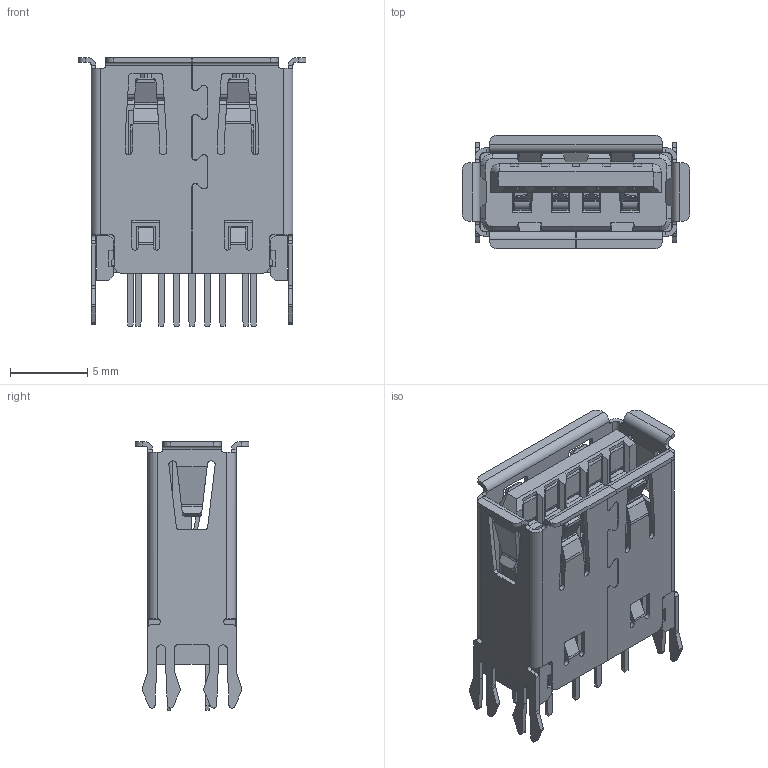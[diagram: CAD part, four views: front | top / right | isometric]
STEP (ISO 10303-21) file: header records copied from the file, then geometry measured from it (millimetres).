
FILE_DESCRIPTION((''),'2;1');
FILE_NAME('GSB3121X71CHR','2019-09-18T',('KumarP'),('AFCI'),'CREO PARAMETRIC BY PTC INC, 2016130','CREO PARAMETRIC BY PTC INC, 2016130','');
FILE_SCHEMA(('CONFIG_CONTROL_DESIGN'));
Length unit declared in the file: millimetre
Products named in the file (1): GSB3121X71CHR
Bounding box: 14.8 x 7.4 x 17.45 mm (x, y, z)
Volume: 455.7 mm3; surface area: 2440.1 mm2
Topology: 3 solids, 3 shells, 1534 faces, 4622 edges, 3024 vertices
Faces by surface type: plane 1086, cylinder 436, cone 6, bspline 6
Entity records: 52017 total; most frequent: CARTESIAN_POINT 9819, ORIENTED_EDGE 9244, DIRECTION 8316, EDGE_CURVE 4622, VECTOR 3692, LINE 3692, VERTEX_POINT 3024, AXIS2_PLACEMENT_3D 2312
